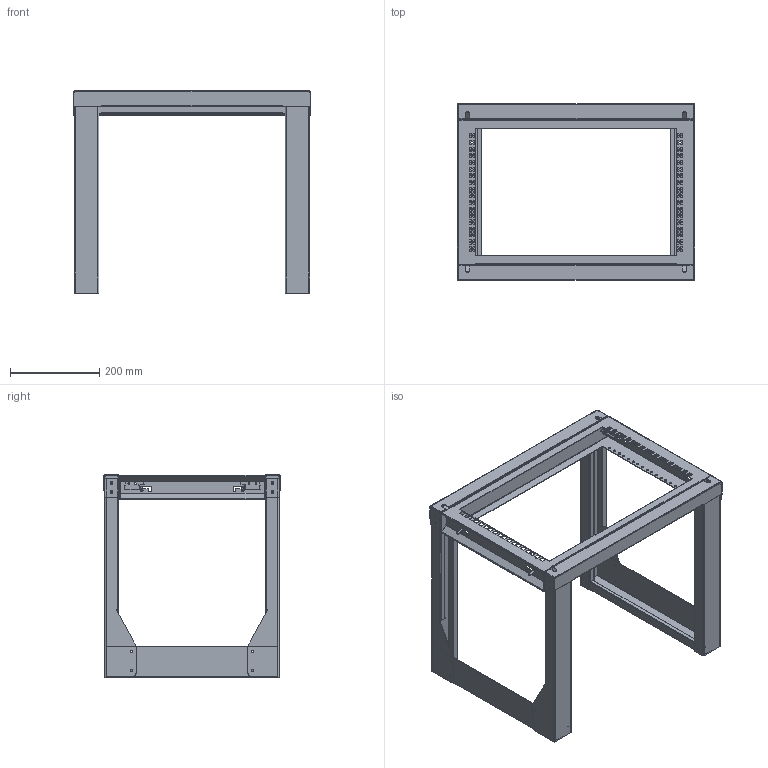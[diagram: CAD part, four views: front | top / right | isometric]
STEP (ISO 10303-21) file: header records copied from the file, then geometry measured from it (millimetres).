
FILE_DESCRIPTION (( 'STEP AP214' ), '1' );
FILE_NAME ('LC-18INSGWR-6U_3D.step', '2024-03-15T17:31:48', ( '' ), ( '' ), 'SwSTEP 2.0', 'SolidWorks 2022', '' );
FILE_SCHEMA (( 'AUTOMOTIVE_DESIGN' ));
Length unit declared in the file: inch
Products named in the file (3): LC-18INSGWR-6U_3D; LC-18INSGWR-6U_rear; LC-18INSGWR-6U_door
Assembly tree (2 placements, depth 2):
  LC-18INSGWR-6U_3D
    LC-18INSGWR-6U_rear
    LC-18INSGWR-6U_door
Bounding box: 531.21 x 394.3 x 451.8 mm (x, y, z)
Volume: 1278055.2 mm3; surface area: 1412483.4 mm2
Topology: 6 solids, 6 shells, 1980 faces, 5294 edges, 3230 vertices
Faces by surface type: plane 1248, cylinder 648, cone 60, bspline 24
Entity records: 62452 total; most frequent: CARTESIAN_POINT 11489, DIRECTION 10602, ORIENTED_EDGE 10588, EDGE_CURVE 5294, VECTOR 3804, LINE 3804, AXIS2_PLACEMENT_3D 3399, VERTEX_POINT 3230
